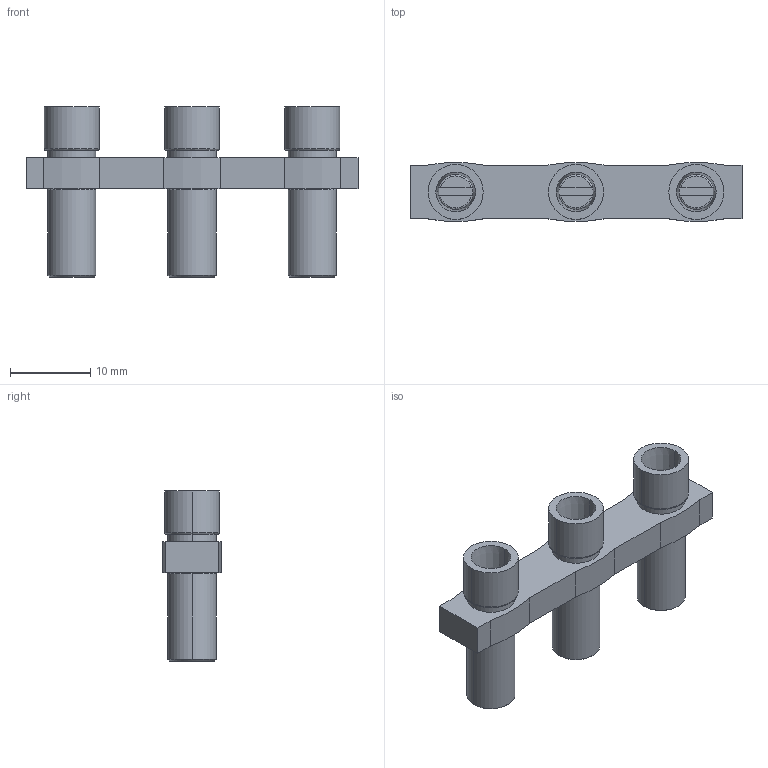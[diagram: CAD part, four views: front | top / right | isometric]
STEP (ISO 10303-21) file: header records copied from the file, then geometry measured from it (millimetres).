
FILE_DESCRIPTION (( 'STEP AP203' ), '1' );
FILE_NAME ('3''LÜ - MRK 35 ÜST KÖPRÜ.STEP', '2020-03-26T09:34:20', ( '' ), ( '' ), 'SwSTEP 2.0', 'SolidWorks 2011', '' );
FILE_SCHEMA (( 'CONFIG_CONTROL_DESIGN' ));
Length unit declared in the file: millimetre
Products named in the file (1): 3''LÜ - MRK 35 ÜST KÖPRÜ
Bounding box: 41.4 x 7.32 x 21.2 mm (x, y, z)
Volume: 2431.4 mm3; surface area: 2836.9 mm2
Topology: 1 solids, 4 shells, 155 faces, 354 edges, 230 vertices
Faces by surface type: plane 56, cylinder 54, bspline 27, cone 18
Entity records: 5373 total; most frequent: CARTESIAN_POINT 1839, DIRECTION 731, ORIENTED_EDGE 708, EDGE_CURVE 354, AXIS2_PLACEMENT_3D 305, VERTEX_POINT 230, EDGE_LOOP 184, CIRCLE 176
